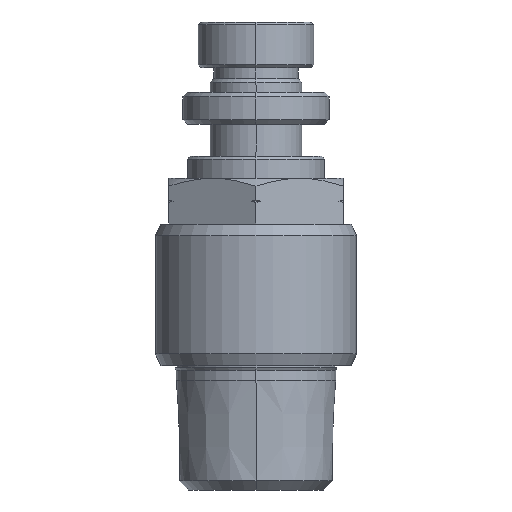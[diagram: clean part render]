
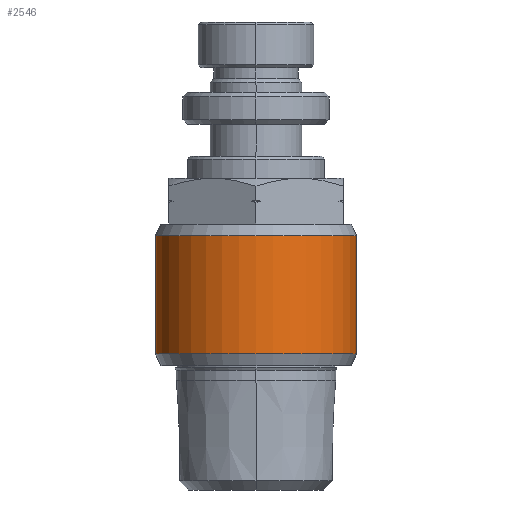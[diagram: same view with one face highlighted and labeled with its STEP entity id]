
A CAD part, front view. The second image highlights one B-rep face of the part: STEP entity #2546.
In plain terms, the highlighted cylindrical face has radius 11 mm (diameter 22 mm), a partial arc.
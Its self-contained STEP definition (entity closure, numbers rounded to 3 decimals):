
#2472=CARTESIAN_POINT('',(-11.0,0.,-3.163));
#2473=VERTEX_POINT('',#2472);
#2482=CARTESIAN_POINT('',(11.0,0.,-3.163));
#2483=VERTEX_POINT('',#2482);
#2509=CARTESIAN_POINT('',(0.0,0.0,-4.45));
#2510=DIRECTION('',(0.0,0.0,1.0));
#2511=DIRECTION('',(1.0,0.0,0.0));
#2512=AXIS2_PLACEMENT_3D('',#2509,#2510,#2511);
#2513=CYLINDRICAL_SURFACE('',#2512,11.0);
#2514=CARTESIAN_POINT('',(11.0,0.,9.763));
#2515=VERTEX_POINT('',#2514);
#2516=CARTESIAN_POINT('',(11.0,0.,9.763));
#2517=DIRECTION('',(0.0,0.0,-1.0));
#2518=VECTOR('',#2517,12.927);
#2519=LINE('',#2516,#2518);
#2520=EDGE_CURVE('',#2515,#2483,#2519,.T.);
#2521=ORIENTED_EDGE('',*,*,#2520,.F.);
#2522=CARTESIAN_POINT('',(-11.0,0.0,9.763));
#2523=VERTEX_POINT('',#2522);
#2524=CARTESIAN_POINT('',(0.0,0.0,9.763));
#2525=DIRECTION('',(0.0,0.0,1.0));
#2526=DIRECTION('',(-1.0,0.0,0.0));
#2527=AXIS2_PLACEMENT_3D('',#2524,#2525,#2526);
#2528=CIRCLE('',#2527,11.0);
#2529=EDGE_CURVE('',#2523,#2515,#2528,.T.);
#2530=ORIENTED_EDGE('',*,*,#2529,.F.);
#2531=CARTESIAN_POINT('',(-11.0,0.0,9.763));
#2532=DIRECTION('',(0.0,0.0,-1.0));
#2533=VECTOR('',#2532,12.927);
#2534=LINE('',#2531,#2533);
#2535=EDGE_CURVE('',#2523,#2473,#2534,.T.);
#2536=ORIENTED_EDGE('',*,*,#2535,.T.);
#2537=CARTESIAN_POINT('',(0.0,0.0,-3.163));
#2538=DIRECTION('',(0.0,0.0,-1.0));
#2539=DIRECTION('',(-1.0,0.0,0.0));
#2540=AXIS2_PLACEMENT_3D('',#2537,#2538,#2539);
#2541=CIRCLE('',#2540,11.0);
#2542=EDGE_CURVE('',#2483,#2473,#2541,.T.);
#2543=ORIENTED_EDGE('',*,*,#2542,.F.);
#2544=EDGE_LOOP('',(#2521,#2530,#2536,#2543));
#2545=FACE_OUTER_BOUND('',#2544,.T.);
#2546=ADVANCED_FACE('',(#2545),#2513,.T.);
